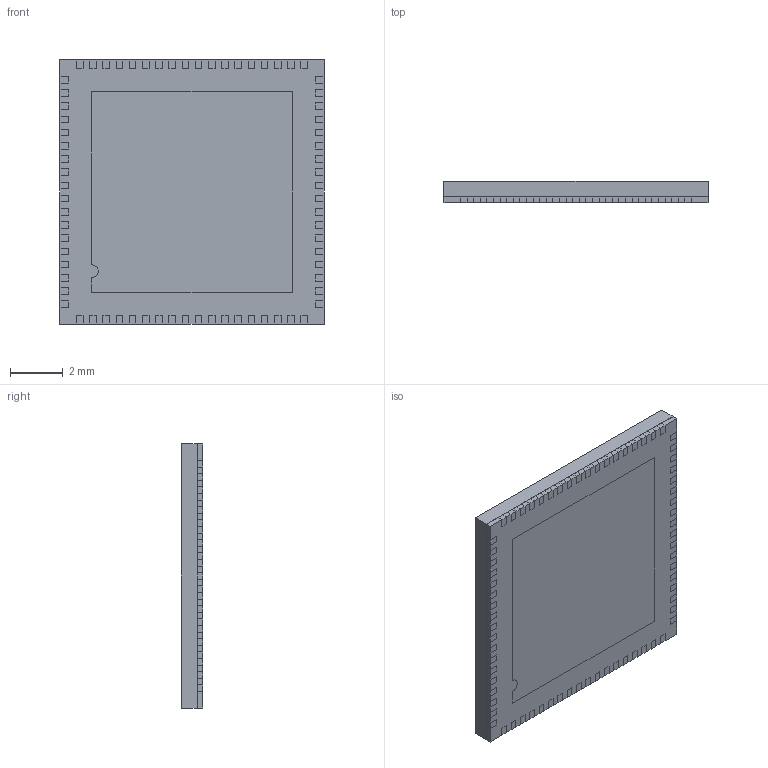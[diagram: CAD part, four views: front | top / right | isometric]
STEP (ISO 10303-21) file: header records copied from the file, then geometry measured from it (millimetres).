
FILE_DESCRIPTION (( 'STEP AP203' ), '1' );
FILE_NAME ('M-QFN72T.5-G3.STEP', '2017-09-08T06:56:05', ( '' ), ( '' ), 'SwSTEP 2.0', 'SolidWorks 2016', '' );
FILE_SCHEMA (( 'CONFIG_CONTROL_DESIGN' ));
Length unit declared in the file: millimetre
Products named in the file (3): Frame and Body; Lead Frame; M-QFN72T.5-G3
Assembly tree (2 placements, depth 2):
  M-QFN72T.5-G3
    Lead Frame
    Frame and Body
Bounding box: 10 x 0.8 x 10 mm (x, y, z)
Volume: 31.5 mm3; surface area: 383.9 mm2
Topology: 75 solids, 75 shells, 1532 faces, 3778 edges, 2396 vertices
Faces by surface type: plane 1477, cylinder 55
Entity records: 44151 total; most frequent: CARTESIAN_POINT 7729, ORIENTED_EDGE 7556, DIRECTION 7032, EDGE_CURVE 3778, VECTOR 3586, LINE 3586, VERTEX_POINT 2396, AXIS2_PLACEMENT_3D 1723
